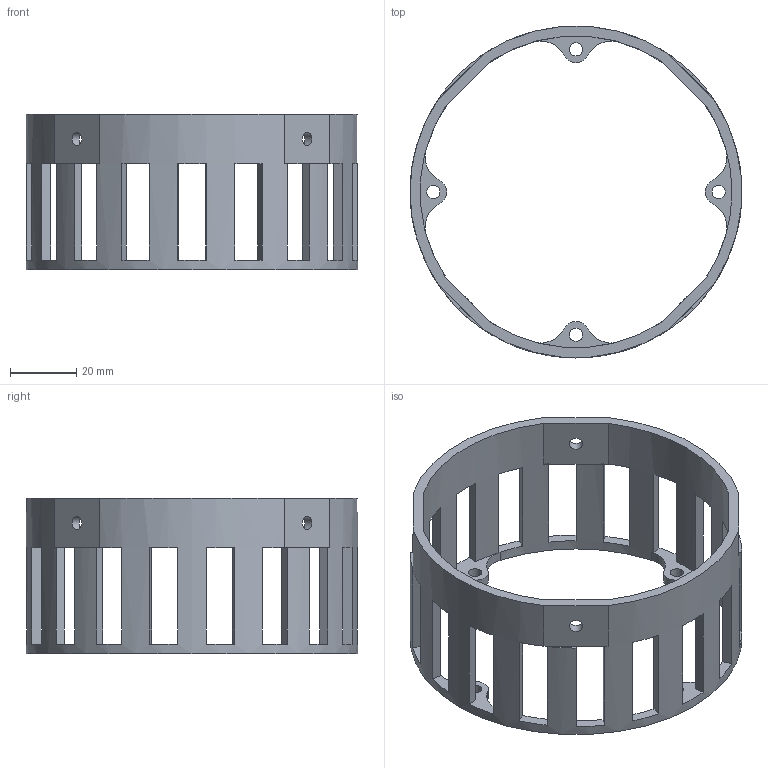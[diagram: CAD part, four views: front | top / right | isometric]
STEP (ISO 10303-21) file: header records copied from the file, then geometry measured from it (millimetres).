
FILE_DESCRIPTION(/* description */ ('','CAx-IF Rec.Pracs.---Representation and Presentation of Product Manufacturing Information (PMI)---4.0---2014-10-13'),/* implementation_level */ '2;1');
FILE_NAME(/* name */ 'Hoop.stp',/* time_stamp */ '2022-05-22T14:38:50-04:00',/* author */ ('smiku'),/* organization */ (''),/* preprocessor_version */ 'ST-DEVELOPER v18.1',/* originating_system */ 'Autodesk Inventor 2022',/* authorisation */ '');
FILE_SCHEMA (('AP242_MANAGED_MODEL_BASED_3D_ENGINEERING_MIM_LF { 1 0 10303 442 1 1 4 }'));
Length unit declared in the file: millimetre
Products named in the file (1): Hoop
Bounding box: 100 x 100 x 47 mm (x, y, z)
Volume: 30450.9 mm3; surface area: 26545.6 mm2
Topology: 1 solids, 1 shells, 102 faces, 366 edges, 240 vertices
Faces by surface type: plane 80, cylinder 22
Full cylindrical faces by diameter (mm): 4 x8, 94 x1, 100 x1
Entity records: 4193 total; most frequent: DIRECTION 738, ORIENTED_EDGE 732, CARTESIAN_POINT 726, EDGE_CURVE 366, AXIS2_PLACEMENT_3D 256, VERTEX_POINT 240, LINE 226, VECTOR 226
